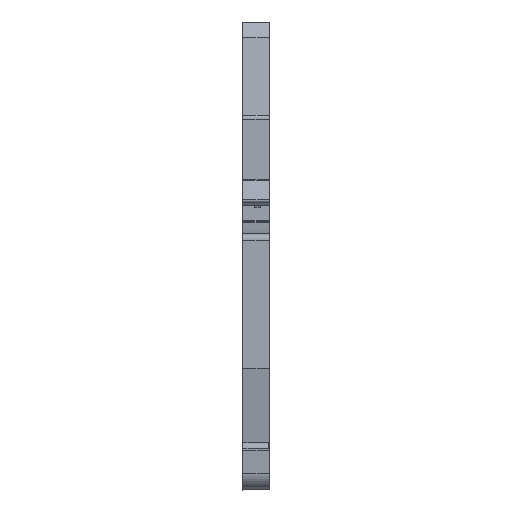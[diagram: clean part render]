
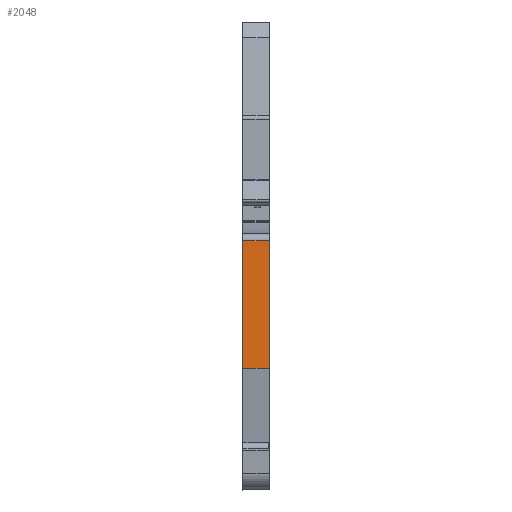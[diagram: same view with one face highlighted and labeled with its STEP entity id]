
A CAD part, front view. The second image highlights one B-rep face of the part: STEP entity #2048.
In plain terms, the highlighted planar face has unit normal (0, -1, 0).
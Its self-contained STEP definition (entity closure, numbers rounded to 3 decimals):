
#2028=AXIS2_PLACEMENT_3D('Plane Axis2P3D',#2025,#2026,#2027) ;
#288=CARTESIAN_POINT('Vertex',(3.,1.458,28.41)) ;
#291=CARTESIAN_POINT('Line Origine',(3.,1.458,21.135)) ;
#295=CARTESIAN_POINT('Vertex',(3.,1.458,13.86)) ;
#2010=CARTESIAN_POINT('Vertex',(0.,1.458,28.41)) ;
#2013=CARTESIAN_POINT('Line Origine',(2.11,1.458,28.41)) ;
#2025=CARTESIAN_POINT('Axis2P3D Location',(-6.1,1.458,22.068)) ;
#2030=CARTESIAN_POINT('Line Origine',(0.,1.458,21.135)) ;
#2034=CARTESIAN_POINT('Vertex',(0.,1.458,13.86)) ;
#2037=CARTESIAN_POINT('Line Origine',(1.5,1.458,13.86)) ;
#292=DIRECTION('Vector Direction',(0.,0.,-1.)) ;
#2014=DIRECTION('Vector Direction',(-1.,0.,0.)) ;
#2026=DIRECTION('Axis2P3D Direction',(0.,-1.,0.)) ;
#2027=DIRECTION('Axis2P3D XDirection',(0.,0.,-1.)) ;
#2031=DIRECTION('Vector Direction',(0.,0.,-1.)) ;
#2038=DIRECTION('Vector Direction',(1.,0.,0.)) ;
#293=VECTOR('Line Direction',#292,1.) ;
#2015=VECTOR('Line Direction',#2014,1.) ;
#2032=VECTOR('Line Direction',#2031,1.) ;
#2039=VECTOR('Line Direction',#2038,1.) ;
#2043=ORIENTED_EDGE('',*,*,#297,.F.) ;
#2044=ORIENTED_EDGE('',*,*,#2017,.F.) ;
#2045=ORIENTED_EDGE('',*,*,#2036,.F.) ;
#2046=ORIENTED_EDGE('',*,*,#2041,.T.) ;
#2048=ADVANCED_FACE('APP_ITB_4_BB_BL_PLM001785',(#2047),#2029,.T.) ;
#297=EDGE_CURVE('',#289,#296,#294,.T.) ;
#2017=EDGE_CURVE('',#2011,#289,#2016,.F.) ;
#2036=EDGE_CURVE('',#2035,#2011,#2033,.F.) ;
#2041=EDGE_CURVE('',#2035,#296,#2040,.T.) ;
#2042=EDGE_LOOP('',(#2043,#2044,#2045,#2046)) ;
#2047=FACE_OUTER_BOUND('',#2042,.T.) ;
#294=LINE('Line',#291,#293) ;
#2016=LINE('Line',#2013,#2015) ;
#2033=LINE('Line',#2030,#2032) ;
#2040=LINE('Line',#2037,#2039) ;
#2029=PLANE('',#2028) ;
#289=VERTEX_POINT('',#288) ;
#296=VERTEX_POINT('',#295) ;
#2011=VERTEX_POINT('',#2010) ;
#2035=VERTEX_POINT('',#2034) ;
